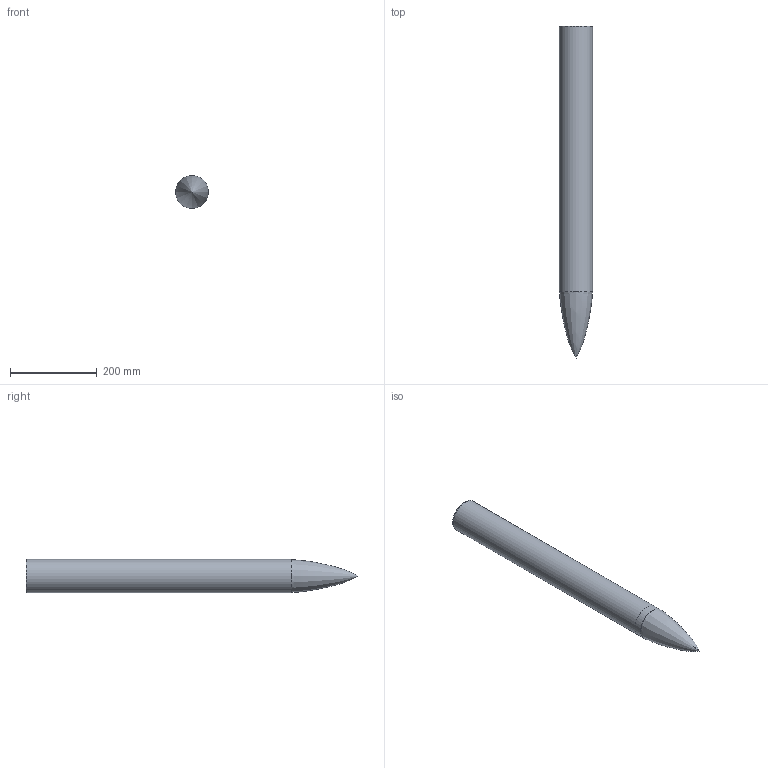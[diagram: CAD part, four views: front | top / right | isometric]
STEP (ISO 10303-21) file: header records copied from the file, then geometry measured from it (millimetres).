
FILE_DESCRIPTION(/* description */ (''),/* implementation_level */ '2;1');
FILE_NAME(/* name */ 'Main Body with nosecone and lid for ansys.step',/* time_stamp */ '2024-06-29T21:53:15-07:00',/* author */ (''),/* organization */ (''),/* preprocessor_version */ 'ST-DEVELOPER v20',/* originating_system */ 'Autodesk Translation Framework v13.14.0.145',/* authorisation */ '');
FILE_SCHEMA (('AUTOMOTIVE_DESIGN { 1 0 10303 214 3 1 1 }'));
Length unit declared in the file: millimetre
Products named in the file (1): Main Body with nosecone
Bounding box: 76.2 x 763.95 x 76.2 mm (x, y, z)
Volume: 607894.9 mm3; surface area: 330055.5 mm2
Topology: 2 solids, 2 shells, 9 faces, 12 edges, 8 vertices
Faces by surface type: plane 5, cylinder 3, bspline 1
Full cylindrical faces by diameter (mm): 73.66 x1, 73.819 x1, 76.2 x1
Entity records: 525 total; most frequent: CARTESIAN_POINT 327, DIRECTION 35, ORIENTED_EDGE 22, AXIS2_PLACEMENT_3D 16, EDGE_LOOP 11, EDGE_CURVE 11, FACE_OUTER_BOUND 9, ADVANCED_FACE 9
